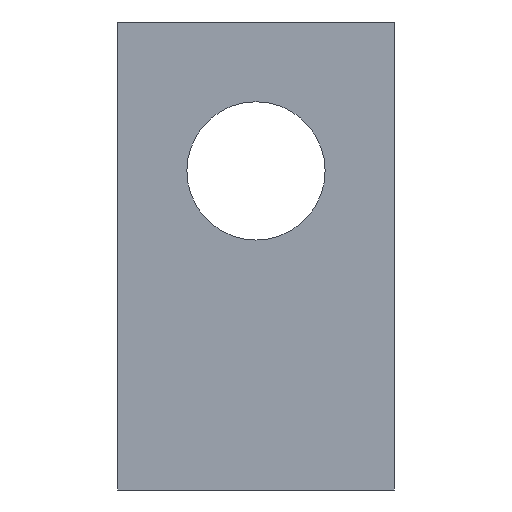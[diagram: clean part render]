
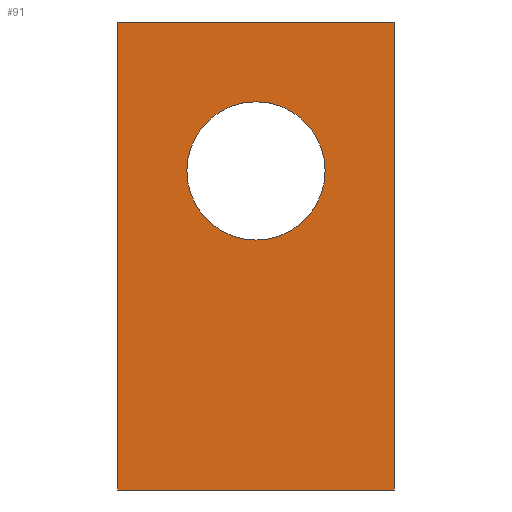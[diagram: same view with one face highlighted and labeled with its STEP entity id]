
A CAD part, front view. The second image highlights one B-rep face of the part: STEP entity #91.
In plain terms, the highlighted planar face has unit normal (0, -1, 0).
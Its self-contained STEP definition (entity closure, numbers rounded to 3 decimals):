
#1 = CARTESIAN_POINT ( 'NONE',  ( 6.5, 0., 22. ) ) ;
#9 = VERTEX_POINT ( 'NONE', #1 ) ;
#17 = ORIENTED_EDGE ( 'NONE', *, *, #68, .F. ) ;
#19 = ORIENTED_EDGE ( 'NONE', *, *, #99, .F. ) ;
#46 = VERTEX_POINT ( 'NONE', #395 ) ;
#67 = EDGE_CURVE ( 'NONE', #98, #46, #332, .T. ) ;
#68 = EDGE_CURVE ( 'NONE', #46, #9, #327, .T. ) ;
#71 = EDGE_CURVE ( 'NONE', #9, #100, #319, .T. ) ;
#84 = ORIENTED_EDGE ( 'NONE', *, *, #139, .F. ) ;
#85 = ORIENTED_EDGE ( 'NONE', *, *, #86, .F. ) ;
#86 = EDGE_CURVE ( 'NONE', #154, #151, #272, .T. ) ;
#87 = ORIENTED_EDGE ( 'NONE', *, *, #71, .F. ) ;
#88 = EDGE_LOOP ( 'NONE', ( #17, #92, #19, #87 ) ) ;
#91 = ADVANCED_FACE ( 'NONE', ( #339, #233 ), #235, .F. ) ;
#92 = ORIENTED_EDGE ( 'NONE', *, *, #67, .F. ) ;
#93 = EDGE_LOOP ( 'NONE', ( #85, #84 ) ) ;
#98 = VERTEX_POINT ( 'NONE', #231 ) ;
#99 = EDGE_CURVE ( 'NONE', #100, #98, #218, .T. ) ;
#100 = VERTEX_POINT ( 'NONE', #217 ) ;
#139 = EDGE_CURVE ( 'NONE', #151, #154, #264, .T. ) ;
#151 = VERTEX_POINT ( 'NONE', #310 ) ;
#154 = VERTEX_POINT ( 'NONE', #302 ) ;
#216 = VECTOR ( 'NONE', #230, 1000. ) ;
#217 = CARTESIAN_POINT ( 'NONE',  ( 6.5, 0., 0. ) ) ;
#218 = LINE ( 'NONE', #222, #216 ) ;
#222 = CARTESIAN_POINT ( 'NONE',  ( 0., 0., 0. ) ) ;
#226 = DIRECTION ( 'NONE',  ( 0., 0., 1. ) ) ;
#227 = DIRECTION ( 'NONE',  ( 0., 1., 0. ) ) ;
#230 = DIRECTION ( 'NONE',  ( -1., 0., 0. ) ) ;
#231 = CARTESIAN_POINT ( 'NONE',  ( -6.5, 0., 0. ) ) ;
#232 = DIRECTION ( 'NONE',  ( 1., 0., 0. ) ) ;
#233 = FACE_OUTER_BOUND ( 'NONE', #88, .T. ) ;
#234 = CARTESIAN_POINT ( 'NONE',  ( -6.5, 0., 0. ) ) ;
#235 = PLANE ( 'NONE',  #320 ) ;
#236 = DIRECTION ( 'NONE',  ( 0., -1., 0. ) ) ;
#256 = DIRECTION ( 'NONE',  ( 1., 0., 0. ) ) ;
#257 = DIRECTION ( 'NONE',  ( 0., -1., 0. ) ) ;
#258 = AXIS2_PLACEMENT_3D ( 'NONE', #354, #257, #256 ) ;
#264 = CIRCLE ( 'NONE', #258, 3.25 ) ;
#272 = CIRCLE ( 'NONE', #321, 3.25 ) ;
#276 = CARTESIAN_POINT ( 'NONE',  ( 0., 0., 15. ) ) ;
#281 = DIRECTION ( 'NONE',  ( 0., 0., -1. ) ) ;
#282 = VECTOR ( 'NONE', #281, 1000. ) ;
#283 = CARTESIAN_POINT ( 'NONE',  ( 6.5, 0., 11. ) ) ;
#302 = CARTESIAN_POINT ( 'NONE',  ( 3.25, 0., 15. ) ) ;
#310 = CARTESIAN_POINT ( 'NONE',  ( -3.25, 0., 15. ) ) ;
#319 = LINE ( 'NONE', #283, #282 ) ;
#320 = AXIS2_PLACEMENT_3D ( 'NONE', #234, #227, #226 ) ;
#321 = AXIS2_PLACEMENT_3D ( 'NONE', #276, #236, #232 ) ;
#322 = DIRECTION ( 'NONE',  ( 1., 0., 0. ) ) ;
#323 = VECTOR ( 'NONE', #322, 1000. ) ;
#324 = CARTESIAN_POINT ( 'NONE',  ( 0., 0., 22. ) ) ;
#327 = LINE ( 'NONE', #324, #323 ) ;
#329 = DIRECTION ( 'NONE',  ( 0., 0., 1. ) ) ;
#330 = VECTOR ( 'NONE', #329, 1000. ) ;
#331 = CARTESIAN_POINT ( 'NONE',  ( -6.5, 0., 11. ) ) ;
#332 = LINE ( 'NONE', #331, #330 ) ;
#339 = FACE_BOUND ( 'NONE', #93, .T. ) ;
#354 = CARTESIAN_POINT ( 'NONE',  ( 0., 0., 15. ) ) ;
#395 = CARTESIAN_POINT ( 'NONE',  ( -6.5, 0., 22. ) ) ;
